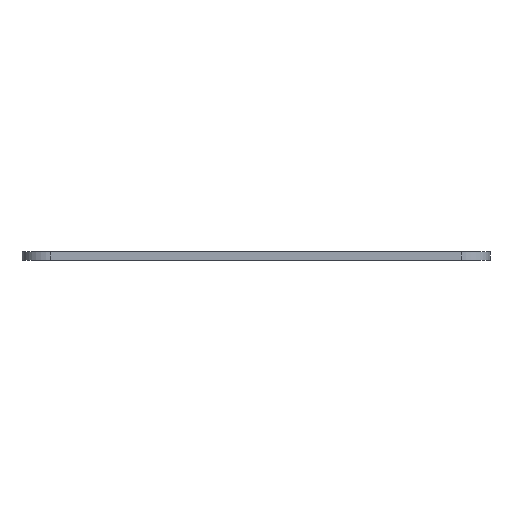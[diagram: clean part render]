
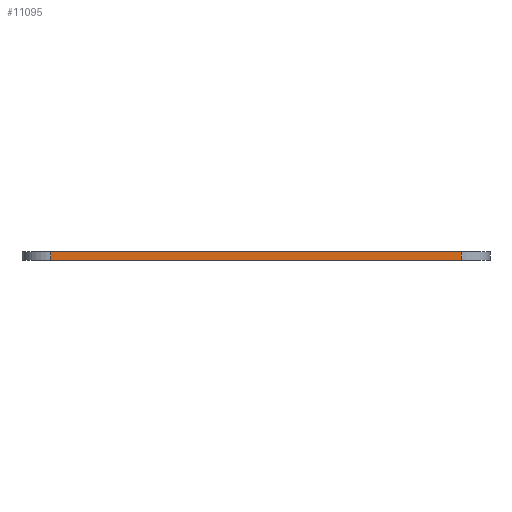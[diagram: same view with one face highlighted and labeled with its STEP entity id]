
A CAD part, front view. The second image highlights one B-rep face of the part: STEP entity #11095.
In plain terms, the highlighted planar face has unit normal (0, -1, 0).
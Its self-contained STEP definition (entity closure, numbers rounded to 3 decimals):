
#1506=PLANE('',#11760);
#1612=FACE_OUTER_BOUND('',#2247,.T.);
#2247=EDGE_LOOP('',(#8026,#8027,#8028,#8029));
#2880=LINE('',#13115,#3655);
#2882=LINE('',#13121,#3657);
#2965=LINE('',#15837,#3740);
#2966=LINE('',#15838,#3741);
#3655=VECTOR('',#11948,10.);
#3657=VECTOR('',#11954,10.);
#3740=VECTOR('',#12093,10.);
#3741=VECTOR('',#12094,10.);
#4499=VERTEX_POINT('',#13112);
#4500=VERTEX_POINT('',#13114);
#4502=VERTEX_POINT('',#13120);
#5027=VERTEX_POINT('',#15836);
#5697=EDGE_CURVE('',#4499,#4500,#2880,.T.);
#5700=EDGE_CURVE('',#4502,#4500,#2882,.T.);
#6226=EDGE_CURVE('',#5027,#4499,#2965,.T.);
#6227=EDGE_CURVE('',#4502,#5027,#2966,.T.);
#8026=ORIENTED_EDGE('',*,*,#5697,.F.);
#8027=ORIENTED_EDGE('',*,*,#6226,.F.);
#8028=ORIENTED_EDGE('',*,*,#6227,.F.);
#8029=ORIENTED_EDGE('',*,*,#5700,.T.);
#11095=ADVANCED_FACE('',(#1612),#1506,.T.);
#11760=AXIS2_PLACEMENT_3D('',#15835,#12091,#12092);
#11948=DIRECTION('',(0.,0.,1.));
#11954=DIRECTION('',(-1.,0.,0.));
#12091=DIRECTION('center_axis',(0.,-1.,0.));
#12092=DIRECTION('ref_axis',(-1.,0.,0.));
#12093=DIRECTION('',(-1.,0.,0.));
#12094=DIRECTION('',(0.,0.,-1.));
#13112=CARTESIAN_POINT('',(-6.896,-52.378,-1.5));
#13114=CARTESIAN_POINT('',(-6.896,-52.378,0.));
#13115=CARTESIAN_POINT('',(-6.896,-52.378,0.));
#13120=CARTESIAN_POINT('',(65.017,-52.378,0.));
#13121=CARTESIAN_POINT('',(70.017,-52.378,0.));
#15835=CARTESIAN_POINT('Origin',(70.017,-52.378,0.));
#15836=CARTESIAN_POINT('',(65.017,-52.378,-1.5));
#15837=CARTESIAN_POINT('',(70.017,-52.378,-1.5));
#15838=CARTESIAN_POINT('',(65.017,-52.378,0.));
